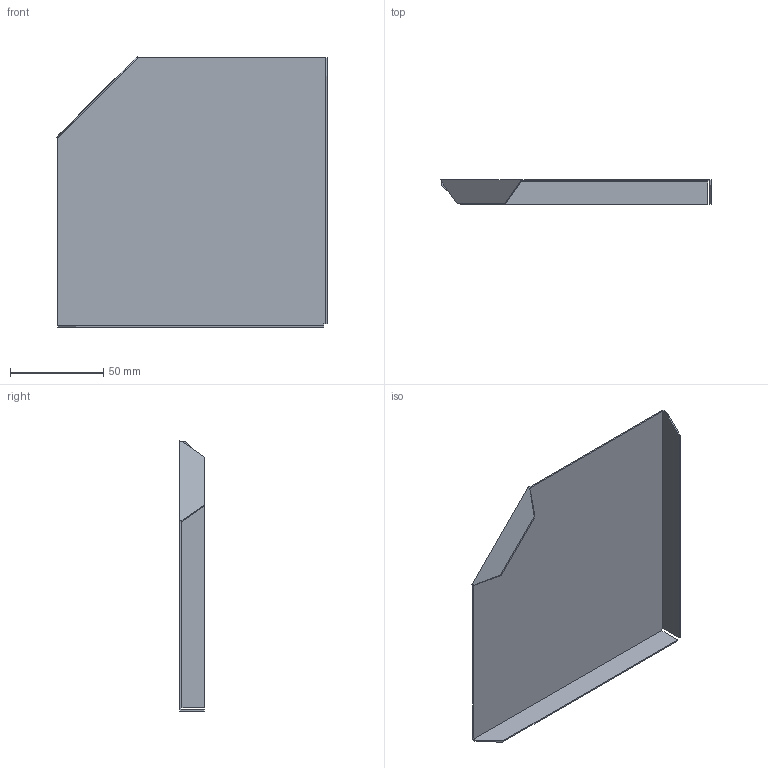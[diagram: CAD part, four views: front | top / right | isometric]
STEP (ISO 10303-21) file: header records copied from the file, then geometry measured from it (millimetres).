
FILE_DESCRIPTION (( 'STEP AP214' ), '1' );
FILE_NAME ('7129741.stp', '2018-10-02T10:45:13', ( '' ), ( '' ), 'SwSTEP 2.0', 'SolidWorks 2018', '' );
FILE_SCHEMA (( 'AUTOMOTIVE_DESIGN' ));
Length unit declared in the file: millimetre
Products named in the file (1): 7129741
Bounding box: 145.17 x 13 x 145.17 mm (x, y, z)
Volume: 16844.5 mm3; surface area: 48549.1 mm2
Topology: 1 solids, 1 shells, 27 faces, 75 edges, 50 vertices
Faces by surface type: plane 25, bspline 2
Entity records: 959 total; most frequent: CARTESIAN_POINT 259, ORIENTED_EDGE 150, DIRECTION 115, EDGE_CURVE 75, VECTOR 63, LINE 63, VERTEX_POINT 50, EDGE_LOOP 27
